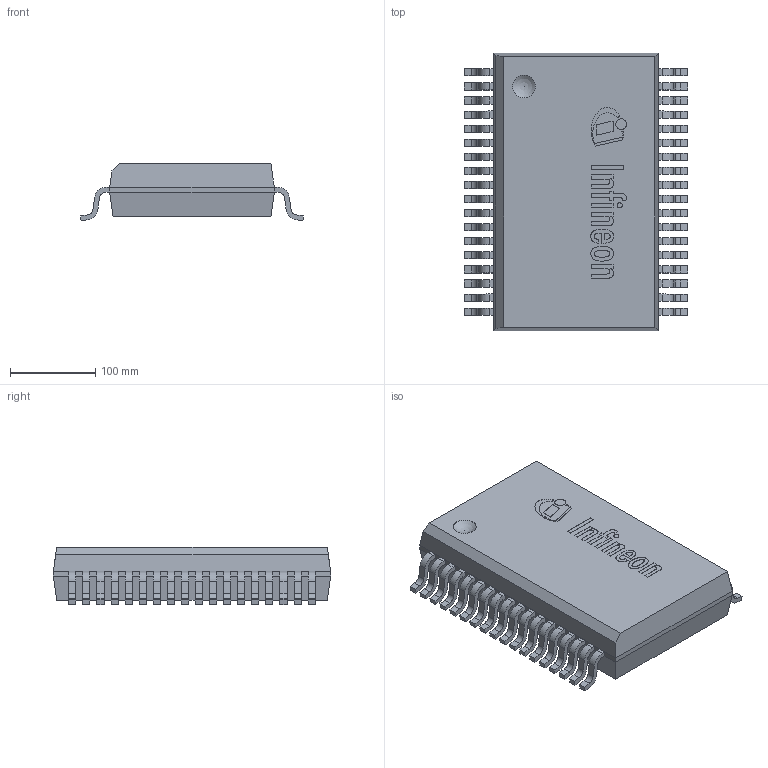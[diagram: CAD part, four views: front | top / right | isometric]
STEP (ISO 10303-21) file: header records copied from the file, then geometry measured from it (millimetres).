
FILE_DESCRIPTION(/* description */ (''),/* implementation_level */ '2;1');
FILE_NAME(/* name */ 'PG-DSO-36-29_Z8B00020498_V06_3D.stp',/* time_stamp */ '2020-07-15T12:23:36+06:00',/* author */ ('janartha'),/* organization */ (''),/* preprocessor_version */ 'ST-DEVELOPER v16.13',/* originating_system */ 'AutoCAD Mechanical',/* authorisation */ '');
FILE_SCHEMA (('AUTOMOTIVE_DESIGN { 1 0 10303 214 3 1 1 }'));
Length unit declared in the file: inch
Products named in the file (1): Product
Bounding box: 261.62 x 325.12 x 67.56 mm (x, y, z)
Volume: 3861367.5 mm3; surface area: 499704.5 mm2
Topology: 52 solids, 52 shells, 739 faces, 1898 edges, 1263 vertices
Faces by surface type: plane 468, cylinder 264, torus 4, sphere 3
Full cylindrical faces by diameter (mm): 6.111 x1, 12.608 x1, 26.881 x2, 38.1 x1, 60.96 x1
Entity records: 22376 total; most frequent: DIRECTION 3894, CARTESIAN_POINT 3882, ORIENTED_EDGE 3764, EDGE_CURVE 1882, LINE 1350, VECTOR 1350, AXIS2_PLACEMENT_3D 1272, VERTEX_POINT 1260
